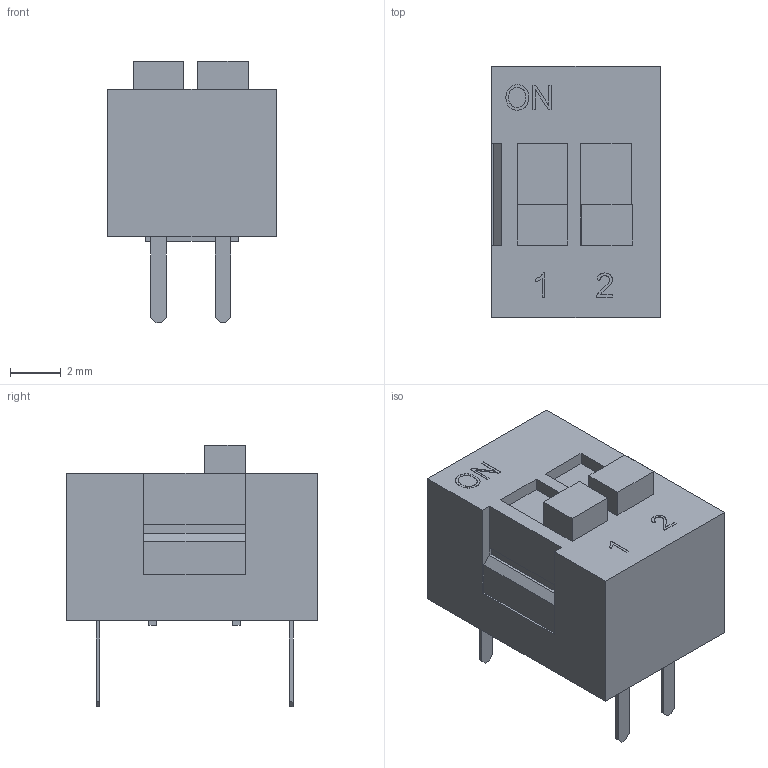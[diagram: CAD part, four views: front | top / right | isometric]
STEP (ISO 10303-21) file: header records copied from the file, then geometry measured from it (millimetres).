
FILE_DESCRIPTION(('FreeCAD Model'),'2;1');
FILE_NAME('DS_02.stp', '2015-04-18T14:21:04',('FreeCAD'),('FreeCAD'), 'Open CASCADE STEP processor 6.7','FreeCAD','Unknown');
FILE_SCHEMA(('AUTOMOTIVE_DESIGN_CC2 { 1 2 10303 214 -1 1 5 4 }'));
Length unit declared in the file: millimetre
Products named in the file (4): Pad003; Array001; Fusion; Array
Bounding box: 6.64 x 9.9 x 10.3 mm (x, y, z)
Volume: 374.8 mm3; surface area: 404.8 mm2
Topology: 11 solids, 11 shells, 155 faces, 382 edges, 254 vertices
Faces by surface type: plane 113, extrusion 42
Entity records: 9946 total; most frequent: CARTESIAN_POINT 1976, DIRECTION 1248, VECTOR 1020, LINE 978, ORIENTED_EDGE 764, PCURVE 764, DEFINITIONAL_REPRESENTATION 764, EDGE_CURVE 382
